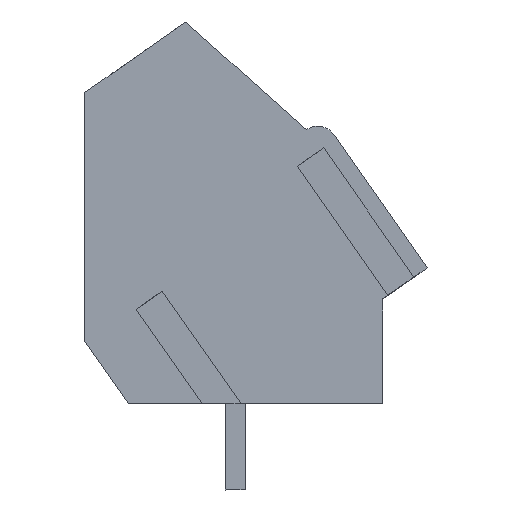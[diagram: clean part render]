
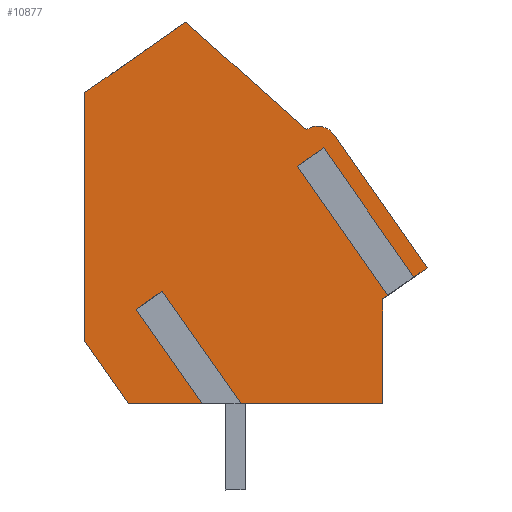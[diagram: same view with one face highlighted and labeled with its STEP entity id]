
A CAD part, left-side view. The second image highlights one B-rep face of the part: STEP entity #10877.
In plain terms, the highlighted planar face has unit normal (-1, 0, 0).
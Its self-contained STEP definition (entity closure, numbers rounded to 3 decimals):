
#10638=AXIS2_PLACEMENT_3D('Circle Axis2P3D',#10636,#10637,$) ;
#10813=AXIS2_PLACEMENT_3D('Plane Axis2P3D',#10810,#10811,#10812) ;
#9760=CARTESIAN_POINT('Vertex',(0.55,0.,9.018)) ;
#9763=CARTESIAN_POINT('Line Origine',(0.55,0.397,8.74)) ;
#9767=CARTESIAN_POINT('Vertex',(0.55,0.794,8.462)) ;
#9788=CARTESIAN_POINT('Vertex',(0.55,1.336,8.083)) ;
#9791=CARTESIAN_POINT('Line Origine',(0.55,1.568,7.92)) ;
#9795=CARTESIAN_POINT('Vertex',(0.55,1.8,7.758)) ;
#10241=CARTESIAN_POINT('Vertex',(0.55,1.8,3.5)) ;
#10244=CARTESIAN_POINT('Line Origine',(0.55,4.87,3.5)) ;
#10248=CARTESIAN_POINT('Vertex',(0.55,7.94,3.5)) ;
#10269=CARTESIAN_POINT('Vertex',(0.55,8.747,3.5)) ;
#10272=CARTESIAN_POINT('Line Origine',(0.55,10.438,3.5)) ;
#10276=CARTESIAN_POINT('Vertex',(0.55,12.128,3.5)) ;
#10432=CARTESIAN_POINT('Line Origine',(0.55,13.014,4.765)) ;
#10436=CARTESIAN_POINT('Vertex',(0.55,13.9,6.03)) ;
#10457=CARTESIAN_POINT('Line Origine',(0.55,13.9,11.081)) ;
#10461=CARTESIAN_POINT('Vertex',(0.55,13.9,16.132)) ;
#10550=CARTESIAN_POINT('Line Origine',(0.55,11.852,17.566)) ;
#10554=CARTESIAN_POINT('Vertex',(0.55,9.804,19.)) ;
#10611=CARTESIAN_POINT('Line Origine',(0.55,7.352,16.811)) ;
#10615=CARTESIAN_POINT('Vertex',(0.55,4.9,14.621)) ;
#10636=CARTESIAN_POINT('Axis2P3D Location',(0.55,4.441,13.966)) ;
#10640=CARTESIAN_POINT('Vertex',(0.55,3.786,14.425)) ;
#10661=CARTESIAN_POINT('Line Origine',(0.55,1.893,11.722)) ;
#10810=CARTESIAN_POINT('Axis2P3D Location',(0.55,13.9,0.)) ;
#10815=CARTESIAN_POINT('Line Origine',(0.55,1.8,5.629)) ;
#10820=CARTESIAN_POINT('Line Origine',(0.55,3.171,10.704)) ;
#10824=CARTESIAN_POINT('Vertex',(0.55,5.007,13.326)) ;
#10827=CARTESIAN_POINT('Line Origine',(0.55,4.736,13.515)) ;
#10831=CARTESIAN_POINT('Vertex',(0.55,4.465,13.705)) ;
#10834=CARTESIAN_POINT('Line Origine',(0.55,2.629,11.084)) ;
#10839=CARTESIAN_POINT('Line Origine',(0.55,10.154,5.508)) ;
#10843=CARTESIAN_POINT('Vertex',(0.55,11.56,7.516)) ;
#10846=CARTESIAN_POINT('Line Origine',(0.55,11.289,7.706)) ;
#10850=CARTESIAN_POINT('Vertex',(0.55,11.018,7.896)) ;
#10853=CARTESIAN_POINT('Line Origine',(0.55,9.479,5.698)) ;
#9764=DIRECTION('Vector Direction',(0.,0.819,-0.574)) ;
#9792=DIRECTION('Vector Direction',(0.,0.819,-0.574)) ;
#10245=DIRECTION('Vector Direction',(0.,1.,0.)) ;
#10273=DIRECTION('Vector Direction',(0.,1.,0.)) ;
#10433=DIRECTION('Vector Direction',(0.,0.574,0.819)) ;
#10458=DIRECTION('Vector Direction',(0.,0.,1.)) ;
#10551=DIRECTION('Vector Direction',(0.,-0.819,0.574)) ;
#10612=DIRECTION('Vector Direction',(0.,-0.746,-0.666)) ;
#10637=DIRECTION('Axis2P3D Direction',(-1.,0.,0.)) ;
#10662=DIRECTION('Vector Direction',(0.,-0.574,-0.819)) ;
#10811=DIRECTION('Axis2P3D Direction',(-1.,0.,0.)) ;
#10812=DIRECTION('Axis2P3D XDirection',(0.,-1.,0.)) ;
#10816=DIRECTION('Vector Direction',(0.,0.,-1.)) ;
#10821=DIRECTION('Vector Direction',(0.,-0.574,-0.819)) ;
#10828=DIRECTION('Vector Direction',(0.,0.819,-0.574)) ;
#10835=DIRECTION('Vector Direction',(0.,-0.574,-0.819)) ;
#10840=DIRECTION('Vector Direction',(0.,-0.574,-0.819)) ;
#10847=DIRECTION('Vector Direction',(0.,-0.819,0.574)) ;
#10854=DIRECTION('Vector Direction',(0.,-0.574,-0.819)) ;
#9765=VECTOR('Line Direction',#9764,1.) ;
#9793=VECTOR('Line Direction',#9792,1.) ;
#10246=VECTOR('Line Direction',#10245,1.) ;
#10274=VECTOR('Line Direction',#10273,1.) ;
#10434=VECTOR('Line Direction',#10433,1.) ;
#10459=VECTOR('Line Direction',#10458,1.) ;
#10552=VECTOR('Line Direction',#10551,1.) ;
#10613=VECTOR('Line Direction',#10612,1.) ;
#10663=VECTOR('Line Direction',#10662,1.) ;
#10817=VECTOR('Line Direction',#10816,1.) ;
#10822=VECTOR('Line Direction',#10821,1.) ;
#10829=VECTOR('Line Direction',#10828,1.) ;
#10836=VECTOR('Line Direction',#10835,1.) ;
#10841=VECTOR('Line Direction',#10840,1.) ;
#10848=VECTOR('Line Direction',#10847,1.) ;
#10855=VECTOR('Line Direction',#10854,1.) ;
#10859=ORIENTED_EDGE('',*,*,#10250,.T.) ;
#10860=ORIENTED_EDGE('',*,*,#10819,.T.) ;
#10861=ORIENTED_EDGE('',*,*,#9797,.T.) ;
#10862=ORIENTED_EDGE('',*,*,#10826,.F.) ;
#10863=ORIENTED_EDGE('',*,*,#10833,.F.) ;
#10864=ORIENTED_EDGE('',*,*,#10838,.T.) ;
#10865=ORIENTED_EDGE('',*,*,#9769,.T.) ;
#10866=ORIENTED_EDGE('',*,*,#10665,.T.) ;
#10867=ORIENTED_EDGE('',*,*,#10642,.T.) ;
#10868=ORIENTED_EDGE('',*,*,#10617,.T.) ;
#10869=ORIENTED_EDGE('',*,*,#10556,.T.) ;
#10870=ORIENTED_EDGE('',*,*,#10463,.T.) ;
#10871=ORIENTED_EDGE('',*,*,#10438,.T.) ;
#10872=ORIENTED_EDGE('',*,*,#10278,.T.) ;
#10873=ORIENTED_EDGE('',*,*,#10845,.F.) ;
#10874=ORIENTED_EDGE('',*,*,#10852,.F.) ;
#10875=ORIENTED_EDGE('',*,*,#10857,.T.) ;
#10877=ADVANCED_FACE('HOUSING',(#10876),#10814,.T.) ;
#10639=CIRCLE('generated circle',#10638,0.8) ;
#9769=EDGE_CURVE('',#9768,#9761,#9766,.F.) ;
#9797=EDGE_CURVE('',#9796,#9789,#9794,.F.) ;
#10250=EDGE_CURVE('',#10249,#10242,#10247,.F.) ;
#10278=EDGE_CURVE('',#10277,#10270,#10275,.F.) ;
#10438=EDGE_CURVE('',#10437,#10277,#10435,.F.) ;
#10463=EDGE_CURVE('',#10462,#10437,#10460,.F.) ;
#10556=EDGE_CURVE('',#10555,#10462,#10553,.F.) ;
#10617=EDGE_CURVE('',#10616,#10555,#10614,.F.) ;
#10642=EDGE_CURVE('',#10641,#10616,#10639,.T.) ;
#10665=EDGE_CURVE('',#9761,#10641,#10664,.F.) ;
#10819=EDGE_CURVE('',#10242,#9796,#10818,.F.) ;
#10826=EDGE_CURVE('',#10825,#9789,#10823,.T.) ;
#10833=EDGE_CURVE('',#10832,#10825,#10830,.T.) ;
#10838=EDGE_CURVE('',#10832,#9768,#10837,.T.) ;
#10845=EDGE_CURVE('',#10844,#10270,#10842,.T.) ;
#10852=EDGE_CURVE('',#10851,#10844,#10849,.F.) ;
#10857=EDGE_CURVE('',#10851,#10249,#10856,.T.) ;
#10858=EDGE_LOOP('',(#10859,#10860,#10861,#10862,#10863,#10864,#10865,#10866,#10867,#10868,#10869,#10870,#10871,#10872,#10873,#10874,#10875)) ;
#10876=FACE_OUTER_BOUND('',#10858,.T.) ;
#9766=LINE('Line',#9763,#9765) ;
#9794=LINE('Line',#9791,#9793) ;
#10247=LINE('Line',#10244,#10246) ;
#10275=LINE('Line',#10272,#10274) ;
#10435=LINE('Line',#10432,#10434) ;
#10460=LINE('Line',#10457,#10459) ;
#10553=LINE('Line',#10550,#10552) ;
#10614=LINE('Line',#10611,#10613) ;
#10664=LINE('Line',#10661,#10663) ;
#10818=LINE('Line',#10815,#10817) ;
#10823=LINE('Line',#10820,#10822) ;
#10830=LINE('Line',#10827,#10829) ;
#10837=LINE('Line',#10834,#10836) ;
#10842=LINE('Line',#10839,#10841) ;
#10849=LINE('Line',#10846,#10848) ;
#10856=LINE('Line',#10853,#10855) ;
#10814=PLANE('',#10813) ;
#9761=VERTEX_POINT('',#9760) ;
#9768=VERTEX_POINT('',#9767) ;
#9789=VERTEX_POINT('',#9788) ;
#9796=VERTEX_POINT('',#9795) ;
#10242=VERTEX_POINT('',#10241) ;
#10249=VERTEX_POINT('',#10248) ;
#10270=VERTEX_POINT('',#10269) ;
#10277=VERTEX_POINT('',#10276) ;
#10437=VERTEX_POINT('',#10436) ;
#10462=VERTEX_POINT('',#10461) ;
#10555=VERTEX_POINT('',#10554) ;
#10616=VERTEX_POINT('',#10615) ;
#10641=VERTEX_POINT('',#10640) ;
#10825=VERTEX_POINT('',#10824) ;
#10832=VERTEX_POINT('',#10831) ;
#10844=VERTEX_POINT('',#10843) ;
#10851=VERTEX_POINT('',#10850) ;
